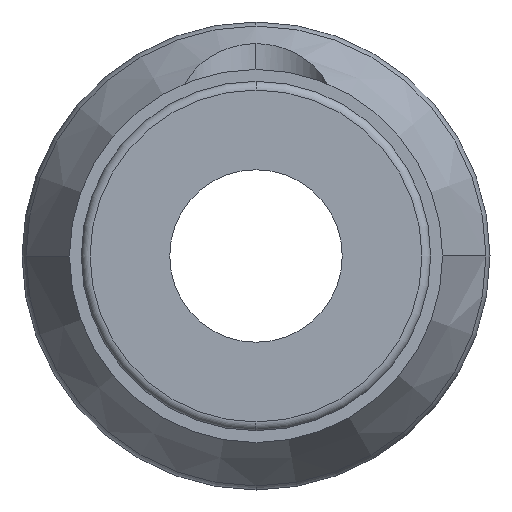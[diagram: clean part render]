
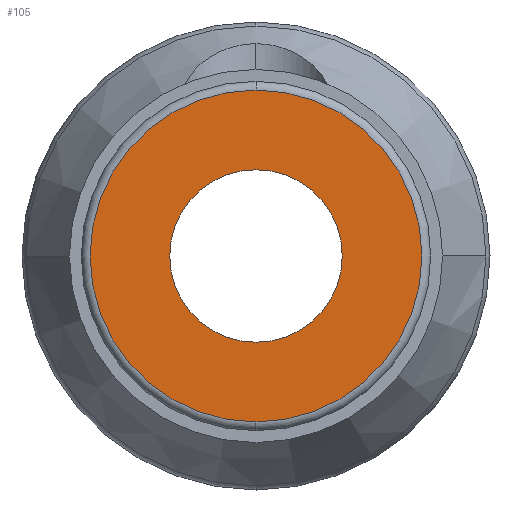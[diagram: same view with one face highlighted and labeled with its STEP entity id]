
A CAD part, left-side view. The second image highlights one B-rep face of the part: STEP entity #105.
In plain terms, the highlighted planar face has unit normal (-1, 0, 0).
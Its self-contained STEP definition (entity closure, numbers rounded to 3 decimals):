
#105=ADVANCED_FACE('',(#242,#243),#244,.T.);
#242=FACE_BOUND('',#392,.T.);
#243=FACE_OUTER_BOUND('',#393,.T.);
#244=PLANE('',#394);
#392=EDGE_LOOP('',(#893,#894));
#393=EDGE_LOOP('',(#895,#896,#897));
#394=AXIS2_PLACEMENT_3D('',#898,#899,#900);
#893=ORIENTED_EDGE('',*,*,#1048,.T.);
#894=ORIENTED_EDGE('',*,*,#1147,.T.);
#895=ORIENTED_EDGE('',*,*,#1154,.T.);
#896=ORIENTED_EDGE('',*,*,#1031,.T.);
#897=ORIENTED_EDGE('',*,*,#1155,.T.);
#898=CARTESIAN_POINT('',(-14.147,-1.924,0.0));
#899=DIRECTION('',(-1.0,0.,0.0));
#900=DIRECTION('',(0.,-1.0,0.0));
#1031=EDGE_CURVE('',#1243,#1249,#1251,.T.);
#1048=EDGE_CURVE('',#1283,#1280,#1284,.T.);
#1147=EDGE_CURVE('',#1280,#1283,#1444,.T.);
#1154=EDGE_CURVE('',#1451,#1243,#1452,.T.);
#1155=EDGE_CURVE('',#1249,#1451,#1453,.T.);
#1243=VERTEX_POINT('',#1596);
#1249=VERTEX_POINT('',#1602);
#1251=CIRCLE('',#1604,3.848);
#1280=VERTEX_POINT('',#1641);
#1283=VERTEX_POINT('',#1645);
#1284=CIRCLE('',#1646,2.0);
#1444=CIRCLE('',#1935,2.0);
#1451=VERTEX_POINT('',#1942);
#1452=CIRCLE('',#1943,3.848);
#1453=CIRCLE('',#1944,3.848);
#1596=CARTESIAN_POINT('',(-14.147,0.,3.848));
#1602=CARTESIAN_POINT('',(-14.147,0.,-3.848));
#1604=AXIS2_PLACEMENT_3D('',#2066,#2067,#2068);
#1641=CARTESIAN_POINT('',(-14.147,-2.0,0.));
#1645=CARTESIAN_POINT('',(-14.147,2.0,0.));
#1646=AXIS2_PLACEMENT_3D('',#2099,#2100,#2101);
#1935=AXIS2_PLACEMENT_3D('',#2275,#2276,#2277);
#1942=CARTESIAN_POINT('',(-14.147,-3.848,0.0));
#1943=AXIS2_PLACEMENT_3D('',#2296,#2297,#2298);
#1944=AXIS2_PLACEMENT_3D('',#2299,#2300,#2301);
#2066=CARTESIAN_POINT('',(-14.147,0.,0.0));
#2067=DIRECTION('',(-1.0,0.,0.0));
#2068=DIRECTION('',(0.,-1.0,0.0));
#2099=CARTESIAN_POINT('',(-14.147,0.,0.0));
#2100=DIRECTION('',(1.0,0.,0.0));
#2101=DIRECTION('',(0.,-1.0,0.0));
#2275=CARTESIAN_POINT('',(-14.147,0.,0.0));
#2276=DIRECTION('',(1.0,0.,0.0));
#2277=DIRECTION('',(0.,-1.0,0.0));
#2296=CARTESIAN_POINT('',(-14.147,0.,0.0));
#2297=DIRECTION('',(-1.0,0.,0.0));
#2298=DIRECTION('',(0.,-1.0,0.0));
#2299=CARTESIAN_POINT('',(-14.147,0.,0.0));
#2300=DIRECTION('',(-1.0,0.,0.0));
#2301=DIRECTION('',(0.,-1.0,0.0));
